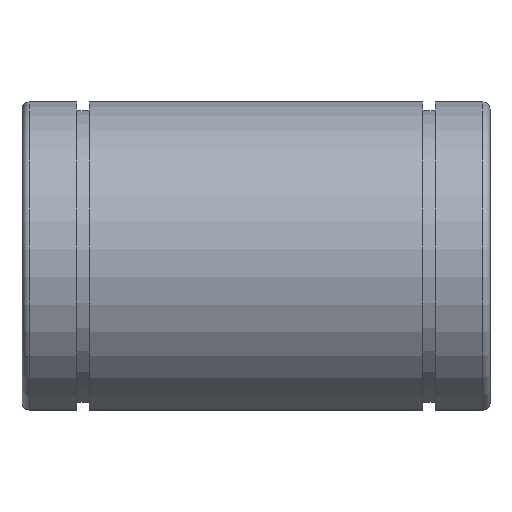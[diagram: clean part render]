
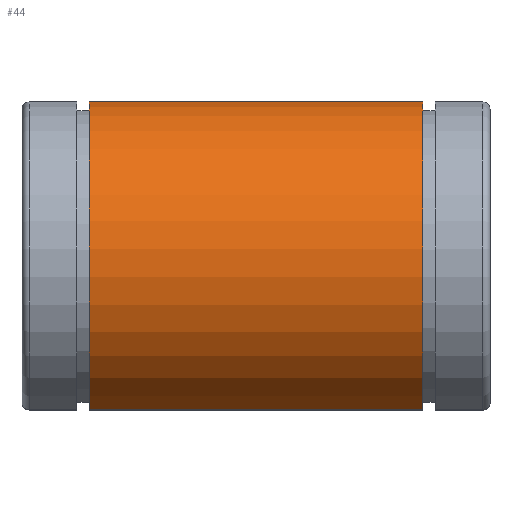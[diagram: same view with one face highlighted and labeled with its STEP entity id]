
A CAD part, top view. The second image highlights one B-rep face of the part: STEP entity #44.
In plain terms, the highlighted cylindrical face has radius 23.5 mm (diameter 47 mm), a partial arc.
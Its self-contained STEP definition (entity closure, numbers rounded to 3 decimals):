
#44 = ADVANCED_FACE( '', ( #101, #102 ), #103, .T. );
#101 = FACE_OUTER_BOUND( '', #170, .T. );
#102 = FACE_BOUND( '', #171, .T. );
#103 = CYLINDRICAL_SURFACE( '', #172, 23.5 );
#170 = EDGE_LOOP( '', ( #233, #234, #235, #236 ) );
#171 = EDGE_LOOP( '', ( #237 ) );
#172 = AXIS2_PLACEMENT_3D( '', #238, #239, #240 );
#233 = ORIENTED_EDGE( '', *, *, #413, .T. );
#234 = ORIENTED_EDGE( '', *, *, #414, .T. );
#235 = ORIENTED_EDGE( '', *, *, #415, .F. );
#236 = ORIENTED_EDGE( '', *, *, #416, .T. );
#237 = ORIENTED_EDGE( '', *, *, #417, .T. );
#238 = CARTESIAN_POINT( '', ( 68., 0., 0. ) );
#239 = DIRECTION( '', ( -1., 0., 0. ) );
#240 = DIRECTION( '', ( 0., 0., -1. ) );
#413 = EDGE_CURVE( '', #483, #484, #485, .T. );
#414 = EDGE_CURVE( '', #484, #486, #487, .T. );
#415 = EDGE_CURVE( '', #488, #486, #489, .T. );
#416 = EDGE_CURVE( '', #488, #483, #490, .F. );
#417 = EDGE_CURVE( '', #491, #491, #492, .T. );
#483 = VERTEX_POINT( '', #587 );
#484 = VERTEX_POINT( '', #588 );
#485 = CIRCLE( '', #589, 23.5 );
#486 = VERTEX_POINT( '', #590 );
#487 = LINE( '', #591, #592 );
#488 = VERTEX_POINT( '', #593 );
#489 = CIRCLE( '', #594, 23.5 );
#490 = LINE( '', #595, #596 );
#491 = VERTEX_POINT( '', #597 );
#492 = B_SPLINE_CURVE_WITH_KNOTS( '', 3, ( #598, #599, #600, #601, #602, #603, #604, #605, #606, #607, #608, #609, #610, #611, #612, #613, #614, #615, #616, #617, #618, #619, #620, #621, #622, #623, #624, #625, #626, #627, #628, #629, #630, #631, #632, #633, #634, #635, #636, #637, #638, #639, #640, #641, #642, #643, #644, #645, #646, #647, #648, #649 ), .UNSPECIFIED., .T., .F., ( 2, 2, 2, 2, 2, 2, 2, 2, 2, 2, 2, 2, 2, 2, 2, 2, 2, 2, 2, 2, 2, 2, 2, 2, 2, 2, 2, 2 ), ( -0.001, 0., 0., 0.001, 0.001, 0.001, 0.002, 0.002, 0.003, 0.003, 0.003, 0.004, 0.004, 0.004, 0.004, 0.005, 0.005, 0.006, 0.006, 0.006, 0.007, 0.007, 0.008, 0.008, 0.008, 0.009, 0.009, 0.01 ), .UNSPECIFIED. );
#587 = CARTESIAN_POINT( '', ( 9.8, -21.34, -9.842 ) );
#588 = CARTESIAN_POINT( '', ( 9.8, -21.34, 9.842 ) );
#589 = AXIS2_PLACEMENT_3D( '', #837, #838, #839 );
#590 = CARTESIAN_POINT( '', ( 58.2, -21.34, 9.842 ) );
#591 = CARTESIAN_POINT( '', ( 68., -21.34, 9.842 ) );
#592 = VECTOR( '', #840, 1000. );
#593 = CARTESIAN_POINT( '', ( 58.2, -21.34, -9.842 ) );
#594 = AXIS2_PLACEMENT_3D( '', #841, #842, #843 );
#595 = CARTESIAN_POINT( '', ( 68., -21.34, -9.842 ) );
#596 = VECTOR( '', #844, 1000. );
#597 = CARTESIAN_POINT( '', ( 32.5, 2., -23.415 ) );
#598 = CARTESIAN_POINT( '', ( 32.5, 2.198, -23.398 ) );
#599 = CARTESIAN_POINT( '', ( 32.5, 1.901, -23.423 ) );
#600 = CARTESIAN_POINT( '', ( 32.51, 1.804, -23.431 ) );
#601 = CARTESIAN_POINT( '', ( 32.548, 1.612, -23.445 ) );
#602 = CARTESIAN_POINT( '', ( 32.577, 1.517, -23.451 ) );
#603 = CARTESIAN_POINT( '', ( 32.652, 1.335, -23.462 ) );
#604 = CARTESIAN_POINT( '', ( 32.698, 1.249, -23.467 ) );
#605 = CARTESIAN_POINT( '', ( 32.807, 1.086, -23.475 ) );
#606 = CARTESIAN_POINT( '', ( 32.87, 1.008, -23.478 ) );
#607 = CARTESIAN_POINT( '', ( 33.078, 0.8, -23.487 ) );
#608 = CARTESIAN_POINT( '', ( 33.246, 0.689, -23.49 ) );
#609 = CARTESIAN_POINT( '', ( 33.608, 0.539, -23.494 ) );
#610 = CARTESIAN_POINT( '', ( 33.806, 0.5, -23.495 ) );
#611 = CARTESIAN_POINT( '', ( 34.1, 0.5, -23.495 ) );
#612 = CARTESIAN_POINT( '', ( 34.2, 0.51, -23.494 ) );
#613 = CARTESIAN_POINT( '', ( 34.392, 0.549, -23.494 ) );
#614 = CARTESIAN_POINT( '', ( 34.486, 0.577, -23.493 ) );
#615 = CARTESIAN_POINT( '', ( 34.668, 0.653, -23.491 ) );
#616 = CARTESIAN_POINT( '', ( 34.756, 0.7, -23.49 ) );
#617 = CARTESIAN_POINT( '', ( 34.918, 0.81, -23.486 ) );
#618 = CARTESIAN_POINT( '', ( 34.994, 0.872, -23.484 ) );
#619 = CARTESIAN_POINT( '', ( 35.134, 1.013, -23.478 ) );
#620 = CARTESIAN_POINT( '', ( 35.196, 1.089, -23.475 ) );
#621 = CARTESIAN_POINT( '', ( 35.304, 1.252, -23.467 ) );
#622 = CARTESIAN_POINT( '', ( 35.351, 1.34, -23.462 ) );
#623 = CARTESIAN_POINT( '', ( 35.425, 1.522, -23.451 ) );
#624 = CARTESIAN_POINT( '', ( 35.453, 1.616, -23.445 ) );
#625 = CARTESIAN_POINT( '', ( 35.491, 1.808, -23.431 ) );
#626 = CARTESIAN_POINT( '', ( 35.5, 1.907, -23.423 ) );
#627 = CARTESIAN_POINT( '', ( 35.499, 2.2, -23.398 ) );
#628 = CARTESIAN_POINT( '', ( 35.46, 2.397, -23.378 ) );
#629 = CARTESIAN_POINT( '', ( 35.31, 2.757, -23.338 ) );
#630 = CARTESIAN_POINT( '', ( 35.198, 2.923, -23.318 ) );
#631 = CARTESIAN_POINT( '', ( 34.991, 3.13, -23.291 ) );
#632 = CARTESIAN_POINT( '', ( 34.914, 3.193, -23.282 ) );
#633 = CARTESIAN_POINT( '', ( 34.751, 3.302, -23.267 ) );
#634 = CARTESIAN_POINT( '', ( 34.665, 3.348, -23.26 ) );
#635 = CARTESIAN_POINT( '', ( 34.483, 3.423, -23.249 ) );
#636 = CARTESIAN_POINT( '', ( 34.388, 3.452, -23.245 ) );
#637 = CARTESIAN_POINT( '', ( 34.196, 3.49, -23.239 ) );
#638 = CARTESIAN_POINT( '', ( 34.098, 3.5, -23.238 ) );
#639 = CARTESIAN_POINT( '', ( 33.801, 3.5, -23.238 ) );
#640 = CARTESIAN_POINT( '', ( 33.605, 3.461, -23.244 ) );
#641 = CARTESIAN_POINT( '', ( 33.333, 3.347, -23.26 ) );
#642 = CARTESIAN_POINT( '', ( 33.247, 3.301, -23.267 ) );
#643 = CARTESIAN_POINT( '', ( 33.084, 3.192, -23.282 ) );
#644 = CARTESIAN_POINT( '', ( 33.007, 3.128, -23.291 ) );
#645 = CARTESIAN_POINT( '', ( 32.8, 2.921, -23.318 ) );
#646 = CARTESIAN_POINT( '', ( 32.689, 2.754, -23.339 ) );
#647 = CARTESIAN_POINT( '', ( 32.54, 2.394, -23.378 ) );
#648 = CARTESIAN_POINT( '', ( 32.5, 2.198, -23.398 ) );
#649 = CARTESIAN_POINT( '', ( 32.5, 1.901, -23.423 ) );
#837 = CARTESIAN_POINT( '', ( 9.8, 0., 0. ) );
#838 = DIRECTION( '', ( 1., 0., 0. ) );
#839 = DIRECTION( '', ( 0., 0., -1. ) );
#840 = DIRECTION( '', ( 1., 0., 0. ) );
#841 = CARTESIAN_POINT( '', ( 58.2, 0., 0. ) );
#842 = DIRECTION( '', ( 1., 0., 0. ) );
#843 = DIRECTION( '', ( 0., 0., -1. ) );
#844 = DIRECTION( '', ( 1., 0., 0. ) );
